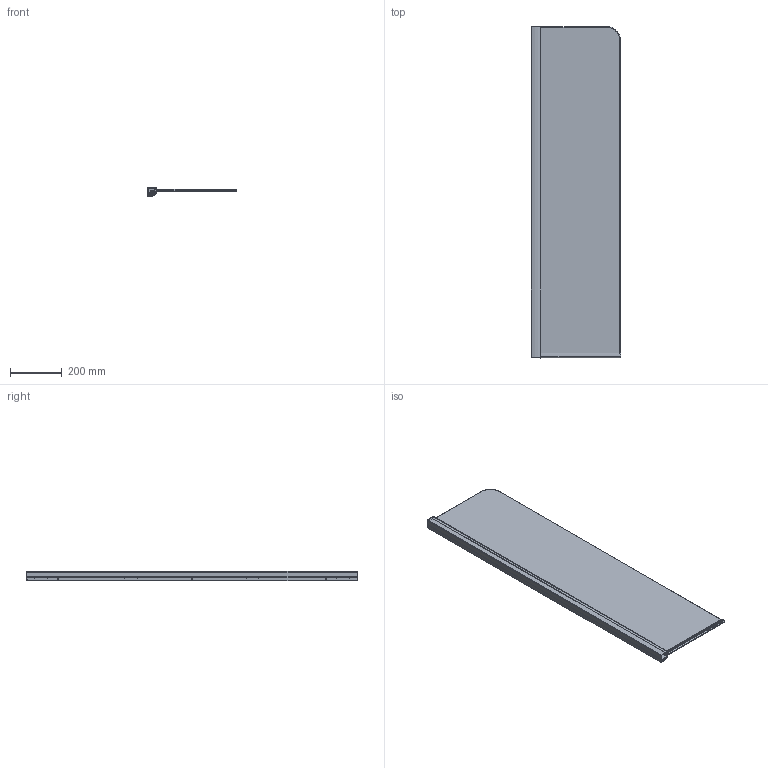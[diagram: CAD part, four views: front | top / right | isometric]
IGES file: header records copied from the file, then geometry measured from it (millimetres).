
Start section: SolidWorks IGES file using analytic representation for surfaces
Global section: file name: BSP-YP-W710B.IGS; native system: SolidWorks 2010; preprocessor: SolidWorks 2010; author: wuzm; date: 200111.144115; units: millimetre
Bounding box: 345.5 x 1286.25 x 36.9 mm (x, y, z)
Surface area: 1548655.2 mm2 (no closed solid volume)
Topology: 0 solids, 0 shells, 856 faces, 8181 edges, 8180 vertices
Faces by surface type: bspline 554, revolution 302
